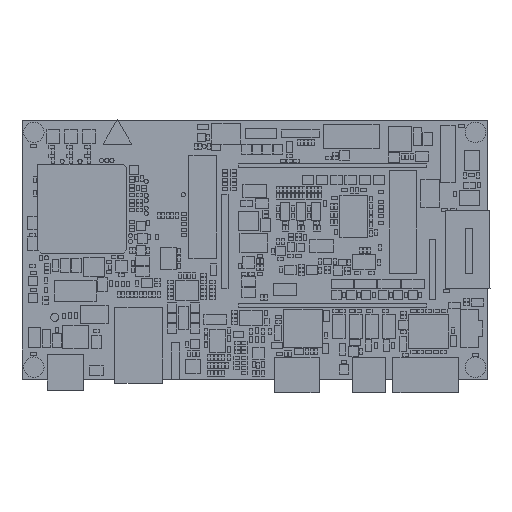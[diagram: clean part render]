
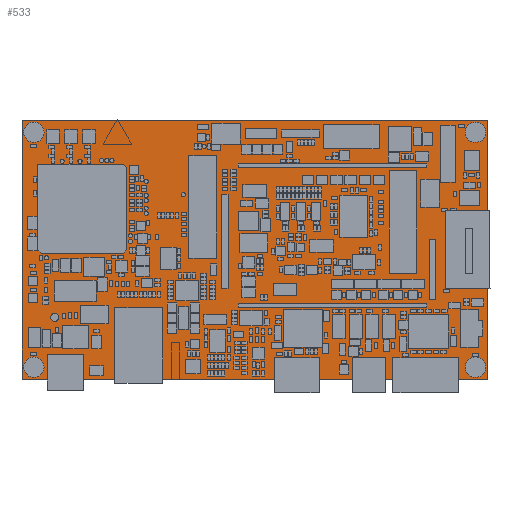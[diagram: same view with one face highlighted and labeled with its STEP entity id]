
A CAD part, top view. The second image highlights one B-rep face of the part: STEP entity #533.
In plain terms, the highlighted planar face has unit normal (0, 0, 1).
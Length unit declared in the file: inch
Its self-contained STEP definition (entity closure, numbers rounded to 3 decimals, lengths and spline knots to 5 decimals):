
#124=CARTESIAN_POINT('',(1.35039,0.13031,0.062));
#125=VERTEX_POINT('',#124);
#126=CARTESIAN_POINT('',(1.29528,0.13031,0.062));
#127=DIRECTION('',(0.0,0.0,-1.0));
#128=DIRECTION('',(-1.0,0.0,0.0));
#129=AXIS2_PLACEMENT_3D('',#126,#127,#128);
#130=CIRCLE('',#129,0.05512);
#131=EDGE_CURVE('',#125,#125,#130,.T.);
#152=CARTESIAN_POINT('',(1.85039,0.13031,0.062));
#153=VERTEX_POINT('',#152);
#154=CARTESIAN_POINT('',(1.79528,0.13031,0.062));
#155=DIRECTION('',(0.0,0.0,-1.0));
#156=DIRECTION('',(-1.0,0.0,0.0));
#157=AXIS2_PLACEMENT_3D('',#154,#155,#156);
#158=CIRCLE('',#157,0.05512);
#159=EDGE_CURVE('',#153,#153,#158,.T.);
#180=CARTESIAN_POINT('',(5.94331,2.1126,0.062));
#181=VERTEX_POINT('',#180);
#182=CARTESIAN_POINT('',(5.91575,2.1126,0.062));
#183=DIRECTION('',(0.0,0.0,-1.0));
#184=DIRECTION('',(-1.0,0.0,0.0));
#185=AXIS2_PLACEMENT_3D('',#182,#183,#184);
#186=CIRCLE('',#185,0.02756);
#187=EDGE_CURVE('',#181,#181,#186,.T.);
#208=CARTESIAN_POINT('',(5.94331,1.3126,0.062));
#209=VERTEX_POINT('',#208);
#210=CARTESIAN_POINT('',(5.91575,1.3126,0.062));
#211=DIRECTION('',(0.0,0.0,-1.0));
#212=DIRECTION('',(-1.0,0.0,0.0));
#213=AXIS2_PLACEMENT_3D('',#210,#211,#212);
#214=CIRCLE('',#213,0.02756);
#215=EDGE_CURVE('',#209,#209,#214,.T.);
#236=CARTESIAN_POINT('',(5.07185,1.42492,0.062));
#237=VERTEX_POINT('',#236);
#238=CARTESIAN_POINT('',(5.04527,1.42492,0.062));
#239=DIRECTION('',(0.0,0.0,-1.0));
#240=DIRECTION('',(-1.0,0.0,0.0));
#241=AXIS2_PLACEMENT_3D('',#238,#239,#240);
#242=CIRCLE('',#241,0.02657);
#243=EDGE_CURVE('',#237,#237,#242,.T.);
#264=CARTESIAN_POINT('',(5.07185,2.73492,0.062));
#265=VERTEX_POINT('',#264);
#266=CARTESIAN_POINT('',(5.04527,2.73492,0.062));
#267=DIRECTION('',(0.0,0.0,-1.0));
#268=DIRECTION('',(-1.0,0.0,0.0));
#269=AXIS2_PLACEMENT_3D('',#266,#267,#268);
#270=CIRCLE('',#269,0.02657);
#271=EDGE_CURVE('',#265,#265,#270,.T.);
#292=CARTESIAN_POINT('',(2.41909,1.62492,0.062));
#293=VERTEX_POINT('',#292);
#294=CARTESIAN_POINT('',(2.39252,1.62492,0.062));
#295=DIRECTION('',(0.0,0.0,-1.0));
#296=DIRECTION('',(-1.0,0.0,0.0));
#297=AXIS2_PLACEMENT_3D('',#294,#295,#296);
#298=CIRCLE('',#297,0.02657);
#299=EDGE_CURVE('',#293,#293,#298,.T.);
#320=CARTESIAN_POINT('',(2.41909,2.93492,0.062));
#321=VERTEX_POINT('',#320);
#322=CARTESIAN_POINT('',(2.39252,2.93492,0.062));
#323=DIRECTION('',(0.0,0.0,-1.0));
#324=DIRECTION('',(-1.0,0.0,0.0));
#325=AXIS2_PLACEMENT_3D('',#322,#323,#324);
#326=CIRCLE('',#325,0.02657);
#327=EDGE_CURVE('',#321,#321,#326,.T.);
#348=CARTESIAN_POINT('',(6.04921,1.01378,0.062));
#349=VERTEX_POINT('',#348);
#350=CARTESIAN_POINT('',(6.03346,1.01378,0.062));
#351=DIRECTION('',(0.0,0.0,-1.0));
#352=DIRECTION('',(-1.0,0.0,0.0));
#353=AXIS2_PLACEMENT_3D('',#350,#351,#352);
#354=CIRCLE('',#353,0.01575);
#355=EDGE_CURVE('',#349,#349,#354,.T.);
#386=CARTESIAN_POINT('',(0.0,0.0,0.062));
#387=VERTEX_POINT('',#386);
#394=CARTESIAN_POINT('',(0.0,3.4252,0.062));
#395=VERTEX_POINT('',#394);
#396=CARTESIAN_POINT('',(0.0,3.4252,0.062));
#397=DIRECTION('',(0.0,-1.0,0.0));
#398=VECTOR('',#397,3.4252);
#399=LINE('',#396,#398);
#400=EDGE_CURVE('',#395,#387,#399,.T.);
#425=CARTESIAN_POINT('',(6.15748,3.4252,0.062));
#426=VERTEX_POINT('',#425);
#427=CARTESIAN_POINT('',(6.15748,3.4252,0.062));
#428=DIRECTION('',(-1.0,0.0,0.0));
#429=VECTOR('',#428,6.15748);
#430=LINE('',#427,#429);
#431=EDGE_CURVE('',#426,#395,#430,.T.);
#456=CARTESIAN_POINT('',(6.15748,0.0,0.062));
#457=VERTEX_POINT('',#456);
#458=CARTESIAN_POINT('',(6.15748,0.0,0.062));
#459=DIRECTION('',(0.0,1.0,0.0));
#460=VECTOR('',#459,3.4252);
#461=LINE('',#458,#460);
#462=EDGE_CURVE('',#457,#426,#461,.T.);
#485=CARTESIAN_POINT('',(0.0,0.0,0.062));
#486=DIRECTION('',(1.0,0.0,0.0));
#487=VECTOR('',#486,6.15748);
#488=LINE('',#485,#487);
#489=EDGE_CURVE('',#387,#457,#488,.T.);
#495=CARTESIAN_POINT('',(3.07874,1.7126,0.062));
#496=DIRECTION('',(0.0,0.0,1.0));
#497=DIRECTION('',(1.0,0.0,0.0));
#498=AXIS2_PLACEMENT_3D('',#495,#496,#497);
#499=PLANE('',#498);
#500=ORIENTED_EDGE('',*,*,#489,.T.);
#501=ORIENTED_EDGE('',*,*,#462,.T.);
#502=ORIENTED_EDGE('',*,*,#431,.T.);
#503=ORIENTED_EDGE('',*,*,#400,.T.);
#504=EDGE_LOOP('',(#500,#501,#502,#503));
#505=FACE_OUTER_BOUND('',#504,.T.);
#506=ORIENTED_EDGE('',*,*,#131,.T.);
#507=EDGE_LOOP('',(#506));
#508=FACE_BOUND('',#507,.T.);
#509=ORIENTED_EDGE('',*,*,#159,.T.);
#510=EDGE_LOOP('',(#509));
#511=FACE_BOUND('',#510,.T.);
#512=ORIENTED_EDGE('',*,*,#187,.T.);
#513=EDGE_LOOP('',(#512));
#514=FACE_BOUND('',#513,.T.);
#515=ORIENTED_EDGE('',*,*,#215,.T.);
#516=EDGE_LOOP('',(#515));
#517=FACE_BOUND('',#516,.T.);
#518=ORIENTED_EDGE('',*,*,#243,.T.);
#519=EDGE_LOOP('',(#518));
#520=FACE_BOUND('',#519,.T.);
#521=ORIENTED_EDGE('',*,*,#271,.T.);
#522=EDGE_LOOP('',(#521));
#523=FACE_BOUND('',#522,.T.);
#524=ORIENTED_EDGE('',*,*,#299,.T.);
#525=EDGE_LOOP('',(#524));
#526=FACE_BOUND('',#525,.T.);
#527=ORIENTED_EDGE('',*,*,#327,.T.);
#528=EDGE_LOOP('',(#527));
#529=FACE_BOUND('',#528,.T.);
#530=ORIENTED_EDGE('',*,*,#355,.T.);
#531=EDGE_LOOP('',(#530));
#532=FACE_BOUND('',#531,.T.);
#533=ADVANCED_FACE('',(#505,#508,#511,#514,#517,#520,#523,#526,#529,#532),#499,.T.);
